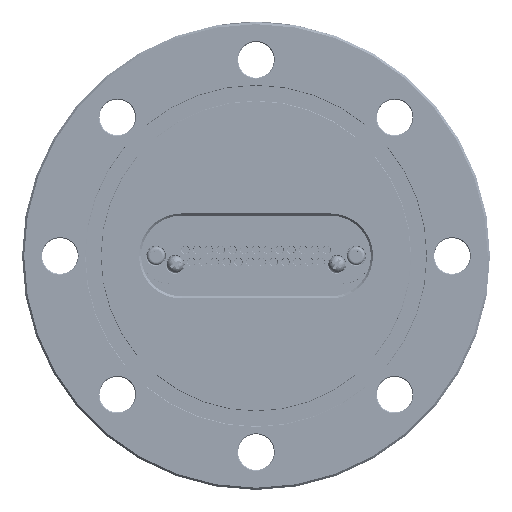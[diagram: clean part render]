
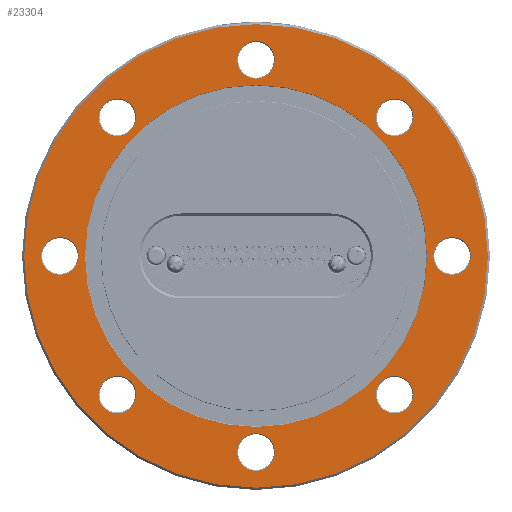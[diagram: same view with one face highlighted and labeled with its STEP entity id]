
A CAD part, top view. The second image highlights one B-rep face of the part: STEP entity #23304.
In plain terms, the highlighted planar face has unit normal (0, 0, 1).
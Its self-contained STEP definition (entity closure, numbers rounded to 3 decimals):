
#874 = CARTESIAN_POINT ( 'NONE',  ( 32.598, 32.598, 0. ) ) ;
#1084 = EDGE_CURVE ( 'NONE', #11724, #11724, #56870, .T. ) ;
#2661 = DIRECTION ( 'NONE',  ( 0., 0., -1. ) ) ;
#2738 = CARTESIAN_POINT ( 'NONE',  ( -46.1, 0., 0. ) ) ;
#3335 = FACE_BOUND ( 'NONE', #36128, .T. ) ;
#3418 = DIRECTION ( 'NONE',  ( 0., 0., -1. ) ) ;
#3957 = CIRCLE ( 'NONE', #40534, 4.4 ) ;
#4549 = AXIS2_PLACEMENT_3D ( 'NONE', #10268, #43392, #57034 ) ;
#4922 = DIRECTION ( 'NONE',  ( 0., 0., -1. ) ) ;
#5042 = ORIENTED_EDGE ( 'NONE', *, *, #5866, .T. ) ;
#5866 = EDGE_CURVE ( 'NONE', #60018, #60018, #3957, .T. ) ;
#7233 = DIRECTION ( 'NONE',  ( 0., 0., -1. ) ) ;
#7982 = FACE_BOUND ( 'NONE', #48331, .T. ) ;
#9262 = EDGE_LOOP ( 'NONE', ( #5042 ) ) ;
#10268 = CARTESIAN_POINT ( 'NONE',  ( 32.598, -32.598, 0. ) ) ;
#11352 = DIRECTION ( 'NONE',  ( 0., 0., -1. ) ) ;
#11717 = DIRECTION ( 'NONE',  ( 1., 0., 0. ) ) ;
#11724 = VERTEX_POINT ( 'NONE', #30613 ) ;
#11757 = CARTESIAN_POINT ( 'NONE',  ( 0., 0., 0. ) ) ;
#11806 = VERTEX_POINT ( 'NONE', #30697 ) ;
#12131 = AXIS2_PLACEMENT_3D ( 'NONE', #35453, #2661, #59607 ) ;
#13552 = EDGE_CURVE ( 'NONE', #35167, #35167, #29807, .T. ) ;
#13603 = CARTESIAN_POINT ( 'NONE',  ( 0., 0., 0. ) ) ;
#14804 = DIRECTION ( 'NONE',  ( 1., 0., 0. ) ) ;
#16321 = AXIS2_PLACEMENT_3D ( 'NONE', #29060, #4922, #14804 ) ;
#16706 = AXIS2_PLACEMENT_3D ( 'NONE', #13603, #3418, #56035 ) ;
#17560 = FACE_BOUND ( 'NONE', #37866, .T. ) ;
#18414 = ORIENTED_EDGE ( 'NONE', *, *, #23429, .T. ) ;
#19923 = EDGE_LOOP ( 'NONE', ( #40109 ) ) ;
#21057 = ORIENTED_EDGE ( 'NONE', *, *, #48737, .T. ) ;
#21599 = PLANE ( 'NONE',  #58557 ) ;
#21901 = DIRECTION ( 'NONE',  ( 0., 0., 1. ) ) ;
#22715 = EDGE_CURVE ( 'NONE', #46908, #46908, #40729, .T. ) ;
#23124 = EDGE_LOOP ( 'NONE', ( #55608 ) ) ;
#23304 = ADVANCED_FACE ( 'NONE', ( #7982, #41090, #3335, #30276, #40183, #59989, #17560, #39863, #45742, #55336 ), #21599, .T. ) ;
#23429 = EDGE_CURVE ( 'NONE', #38538, #38538, #38768, .T. ) ;
#23777 = EDGE_CURVE ( 'NONE', #33880, #33880, #46738, .T. ) ;
#24288 = CARTESIAN_POINT ( 'NONE',  ( 4.4, -46.1, 0. ) ) ;
#26119 = DIRECTION ( 'NONE',  ( 1., 0., 0. ) ) ;
#26266 = DIRECTION ( 'NONE',  ( 0., 0., -1. ) ) ;
#26359 = CARTESIAN_POINT ( 'NONE',  ( -28.198, -32.598, 0. ) ) ;
#26873 = EDGE_LOOP ( 'NONE', ( #18414 ) ) ;
#28843 = AXIS2_PLACEMENT_3D ( 'NONE', #43061, #52054, #60729 ) ;
#29060 = CARTESIAN_POINT ( 'NONE',  ( -32.598, 32.598, 0. ) ) ;
#29253 = CIRCLE ( 'NONE', #4549, 4.4 ) ;
#29807 = CIRCLE ( 'NONE', #42673, 4.4 ) ;
#30276 = FACE_BOUND ( 'NONE', #56025, .T. ) ;
#30538 = CARTESIAN_POINT ( 'NONE',  ( 36.998, 32.598, 0. ) ) ;
#30613 = CARTESIAN_POINT ( 'NONE',  ( -28.198, 32.598, 0. ) ) ;
#30697 = CARTESIAN_POINT ( 'NONE',  ( 36.998, -32.598, 0. ) ) ;
#31197 = DIRECTION ( 'NONE',  ( 1., 0., 0. ) ) ;
#33880 = VERTEX_POINT ( 'NONE', #24288 ) ;
#35167 = VERTEX_POINT ( 'NONE', #30538 ) ;
#35453 = CARTESIAN_POINT ( 'NONE',  ( 0., -46.1, 0. ) ) ;
#35488 = VERTEX_POINT ( 'NONE', #38077 ) ;
#35840 = DIRECTION ( 'NONE',  ( 1., 0., 0. ) ) ;
#36128 = EDGE_LOOP ( 'NONE', ( #51273 ) ) ;
#37866 = EDGE_LOOP ( 'NONE', ( #46239 ) ) ;
#38077 = CARTESIAN_POINT ( 'NONE',  ( 40.2, 0., 0. ) ) ;
#38106 = ORIENTED_EDGE ( 'NONE', *, *, #39220, .T. ) ;
#38538 = VERTEX_POINT ( 'NONE', #53677 ) ;
#38768 = CIRCLE ( 'NONE', #41750, 4.4 ) ;
#39220 = EDGE_CURVE ( 'NONE', #11806, #11806, #29253, .T. ) ;
#39863 = FACE_BOUND ( 'NONE', #9262, .T. ) ;
#39968 = VERTEX_POINT ( 'NONE', #26359 ) ;
#40109 = ORIENTED_EDGE ( 'NONE', *, *, #1084, .T. ) ;
#40183 = FACE_BOUND ( 'NONE', #48820, .T. ) ;
#40332 = EDGE_CURVE ( 'NONE', #39968, #39968, #50913, .T. ) ;
#40534 = AXIS2_PLACEMENT_3D ( 'NONE', #40965, #7233, #26119 ) ;
#40729 = CIRCLE ( 'NONE', #28843, 4.4 ) ;
#40965 = CARTESIAN_POINT ( 'NONE',  ( 0., 46.1, 0. ) ) ;
#41090 = FACE_BOUND ( 'NONE', #26873, .T. ) ;
#41750 = AXIS2_PLACEMENT_3D ( 'NONE', #2738, #59374, #35840 ) ;
#42270 = CARTESIAN_POINT ( 'NONE',  ( 50.5, 0., 0. ) ) ;
#42673 = AXIS2_PLACEMENT_3D ( 'NONE', #874, #11352, #49131 ) ;
#43061 = CARTESIAN_POINT ( 'NONE',  ( 46.1, 0., 0. ) ) ;
#43331 = VERTEX_POINT ( 'NONE', #47978 ) ;
#43392 = DIRECTION ( 'NONE',  ( 0., 0., -1. ) ) ;
#45619 = EDGE_LOOP ( 'NONE', ( #47919 ) ) ;
#45742 = FACE_BOUND ( 'NONE', #19923, .T. ) ;
#46239 = ORIENTED_EDGE ( 'NONE', *, *, #13552, .T. ) ;
#46440 = CIRCLE ( 'NONE', #57303, 54.5 ) ;
#46738 = CIRCLE ( 'NONE', #12131, 4.4 ) ;
#46908 = VERTEX_POINT ( 'NONE', #42270 ) ;
#47919 = ORIENTED_EDGE ( 'NONE', *, *, #58635, .T. ) ;
#47978 = CARTESIAN_POINT ( 'NONE',  ( 54.5, 0., 0. ) ) ;
#48331 = EDGE_LOOP ( 'NONE', ( #21057 ) ) ;
#48613 = DIRECTION ( 'NONE',  ( 1., 0., 0. ) ) ;
#48737 = EDGE_CURVE ( 'NONE', #35488, #35488, #50364, .T. ) ;
#48820 = EDGE_LOOP ( 'NONE', ( #38106 ) ) ;
#48902 = DIRECTION ( 'NONE',  ( 0., 0., 1. ) ) ;
#49131 = DIRECTION ( 'NONE',  ( 1., 0., 0. ) ) ;
#49163 = CARTESIAN_POINT ( 'NONE',  ( 0., 0., 0. ) ) ;
#50364 = CIRCLE ( 'NONE', #16706, 40.2 ) ;
#50913 = CIRCLE ( 'NONE', #52888, 4.4 ) ;
#51273 = ORIENTED_EDGE ( 'NONE', *, *, #40332, .T. ) ;
#52054 = DIRECTION ( 'NONE',  ( 0., 0., -1. ) ) ;
#52888 = AXIS2_PLACEMENT_3D ( 'NONE', #54135, #26266, #11717 ) ;
#53677 = CARTESIAN_POINT ( 'NONE',  ( -41.7, 0., 0. ) ) ;
#54135 = CARTESIAN_POINT ( 'NONE',  ( -32.598, -32.598, 0. ) ) ;
#54795 = ORIENTED_EDGE ( 'NONE', *, *, #23777, .T. ) ;
#55336 = FACE_OUTER_BOUND ( 'NONE', #45619, .T. ) ;
#55367 = CARTESIAN_POINT ( 'NONE',  ( 4.4, 46.1, 0. ) ) ;
#55608 = ORIENTED_EDGE ( 'NONE', *, *, #22715, .T. ) ;
#56025 = EDGE_LOOP ( 'NONE', ( #54795 ) ) ;
#56035 = DIRECTION ( 'NONE',  ( 1., 0., 0. ) ) ;
#56870 = CIRCLE ( 'NONE', #16321, 4.4 ) ;
#57034 = DIRECTION ( 'NONE',  ( 1., 0., 0. ) ) ;
#57303 = AXIS2_PLACEMENT_3D ( 'NONE', #11757, #48902, #48613 ) ;
#58557 = AXIS2_PLACEMENT_3D ( 'NONE', #49163, #21901, #31197 ) ;
#58635 = EDGE_CURVE ( 'NONE', #43331, #43331, #46440, .T. ) ;
#59374 = DIRECTION ( 'NONE',  ( 0., 0., -1. ) ) ;
#59607 = DIRECTION ( 'NONE',  ( 1., 0., 0. ) ) ;
#59989 = FACE_BOUND ( 'NONE', #23124, .T. ) ;
#60018 = VERTEX_POINT ( 'NONE', #55367 ) ;
#60729 = DIRECTION ( 'NONE',  ( 1., 0., 0. ) ) ;
